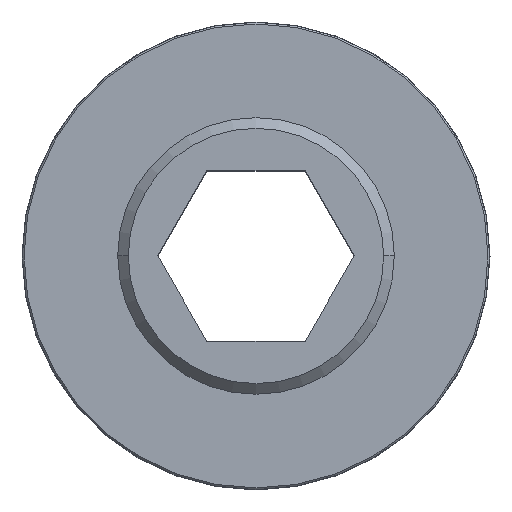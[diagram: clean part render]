
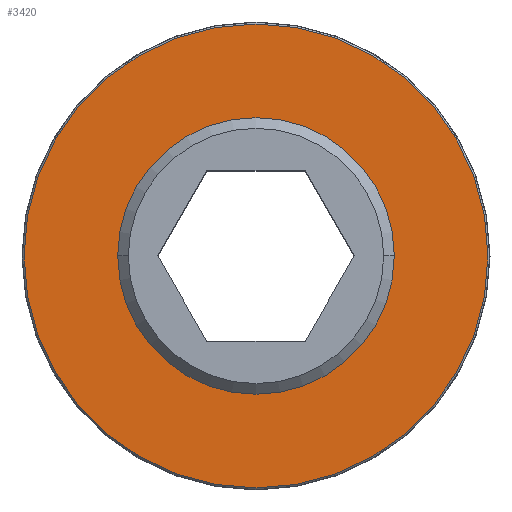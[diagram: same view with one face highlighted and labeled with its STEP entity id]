
A CAD part, top view. The second image highlights one B-rep face of the part: STEP entity #3420.
In plain terms, the highlighted planar face has unit normal (0, 0, 1).
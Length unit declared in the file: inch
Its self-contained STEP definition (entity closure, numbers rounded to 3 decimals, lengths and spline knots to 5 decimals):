
#39 = FACE_BOUND ( 'NONE', #101, .T. ) ;
#101 = EDGE_LOOP ( 'NONE', ( #3178, #2820 ) ) ;
#147 = DIRECTION ( 'NONE',  ( 0., 0., 1. ) ) ;
#181 = DIRECTION ( 'NONE',  ( 1., 0., 0. ) ) ;
#307 = CARTESIAN_POINT ( 'NONE',  ( 0., 0., 0.0625 ) ) ;
#352 = ORIENTED_EDGE ( 'NONE', *, *, #1999, .T. ) ;
#381 = AXIS2_PLACEMENT_3D ( 'NONE', #3349, #147, #964 ) ;
#572 = EDGE_CURVE ( 'NONE', #2784, #3025, #3038, .T. ) ;
#643 = AXIS2_PLACEMENT_3D ( 'NONE', #2581, #2349, #2809 ) ;
#769 = DIRECTION ( 'NONE',  ( 0., 0., 1. ) ) ;
#964 = DIRECTION ( 'NONE',  ( 1., 0., 0. ) ) ;
#998 = CARTESIAN_POINT ( 'NONE',  ( 0.6814, 0., 0.0625 ) ) ;
#1124 = PLANE ( 'NONE',  #3176 ) ;
#1379 = FACE_OUTER_BOUND ( 'NONE', #2269, .T. ) ;
#1398 = DIRECTION ( 'NONE',  ( 0., 0., 1. ) ) ;
#1530 = AXIS2_PLACEMENT_3D ( 'NONE', #307, #1398, #1603 ) ;
#1539 = EDGE_CURVE ( 'NONE', #3244, #2025, #2593, .T. ) ;
#1603 = DIRECTION ( 'NONE',  ( 1., 0., 0. ) ) ;
#1689 = CARTESIAN_POINT ( 'NONE',  ( -0.40625, 0., 0.0625 ) ) ;
#1762 = ORIENTED_EDGE ( 'NONE', *, *, #1539, .T. ) ;
#1830 = AXIS2_PLACEMENT_3D ( 'NONE', #2545, #2312, #181 ) ;
#1897 = EDGE_CURVE ( 'NONE', #3025, #2784, #3284, .T. ) ;
#1999 = EDGE_CURVE ( 'NONE', #2025, #3244, #2666, .T. ) ;
#2025 = VERTEX_POINT ( 'NONE', #3134 ) ;
#2179 = CARTESIAN_POINT ( 'NONE',  ( 0., 0., 0.0625 ) ) ;
#2269 = EDGE_LOOP ( 'NONE', ( #352, #1762 ) ) ;
#2312 = DIRECTION ( 'NONE',  ( 0., 0., 1. ) ) ;
#2349 = DIRECTION ( 'NONE',  ( 0., 0., 1. ) ) ;
#2517 = CARTESIAN_POINT ( 'NONE',  ( 0.40625, 0., 0.0625 ) ) ;
#2545 = CARTESIAN_POINT ( 'NONE',  ( 0., 0., 0.0625 ) ) ;
#2581 = CARTESIAN_POINT ( 'NONE',  ( 0., 0., 0.0625 ) ) ;
#2593 = CIRCLE ( 'NONE', #643, 0.6814 ) ;
#2647 = DIRECTION ( 'NONE',  ( 1., 0., 0. ) ) ;
#2666 = CIRCLE ( 'NONE', #1830, 0.6814 ) ;
#2784 = VERTEX_POINT ( 'NONE', #2517 ) ;
#2809 = DIRECTION ( 'NONE',  ( 1., 0., 0. ) ) ;
#2820 = ORIENTED_EDGE ( 'NONE', *, *, #1897, .F. ) ;
#3025 = VERTEX_POINT ( 'NONE', #1689 ) ;
#3038 = CIRCLE ( 'NONE', #1530, 0.40625 ) ;
#3134 = CARTESIAN_POINT ( 'NONE',  ( -0.6814, 0., 0.0625 ) ) ;
#3176 = AXIS2_PLACEMENT_3D ( 'NONE', #2179, #769, #2647 ) ;
#3178 = ORIENTED_EDGE ( 'NONE', *, *, #572, .F. ) ;
#3244 = VERTEX_POINT ( 'NONE', #998 ) ;
#3284 = CIRCLE ( 'NONE', #381, 0.40625 ) ;
#3349 = CARTESIAN_POINT ( 'NONE',  ( 0., 0., 0.0625 ) ) ;
#3420 = ADVANCED_FACE ( 'NONE', ( #1379, #39 ), #1124, .T. ) ;
